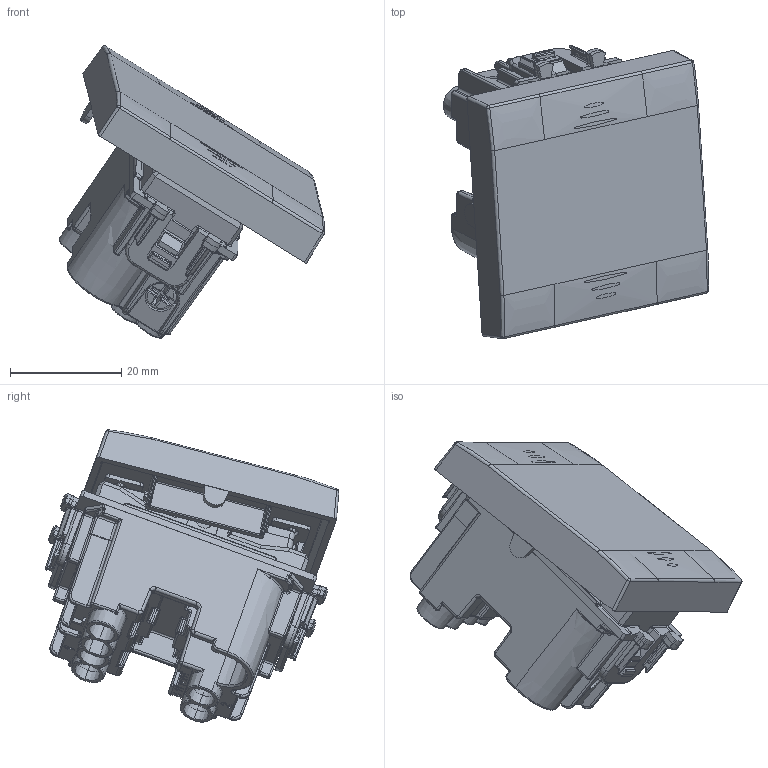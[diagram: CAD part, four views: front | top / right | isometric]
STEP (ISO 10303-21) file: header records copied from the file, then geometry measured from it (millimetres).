
FILE_DESCRIPTION(('CATIA V5 STEP Exchange'),'2;1');
FILE_NAME('441002-2.stp','2024-02-16T07:30:00+00:00',('none'),('none'),'CATIA Version 5-6 Release 2016 SP6','CATIA V5 STEP AP203','none');
FILE_SCHEMA(('CONFIG_CONTROL_DESIGN'));
Products named in the file (1): 441002-2
Assembly tree (17 placements, depth 2):
  441002-2
    #57
    #55057
    #74951  x5
    #76864  x5
    #77730
    #132735
    #164938
    #167508  x2
Bounding box: 47.62 x 52.7 x 52.47 mm (x, y, z)
Volume: 16659 mm3; surface area: 28159.8 mm2
Topology: 20 solids, 20 shells, 4657 faces, 12077 edges, 7230 vertices
Faces by surface type: plane 1668, cylinder 1644, bspline 704, cone 250, sphere 225, torus 122, extrusion 40, revolution 4
Entity records: 169218 total; most frequent: CARTESIAN_POINT 80659, ORIENTED_EDGE 21518, DIRECTION 12487, EDGE_CURVE 10759, VERTEX_POINT 6548, VECTOR 4879, LINE 4839, AXIS2_PLACEMENT_3D 4631
